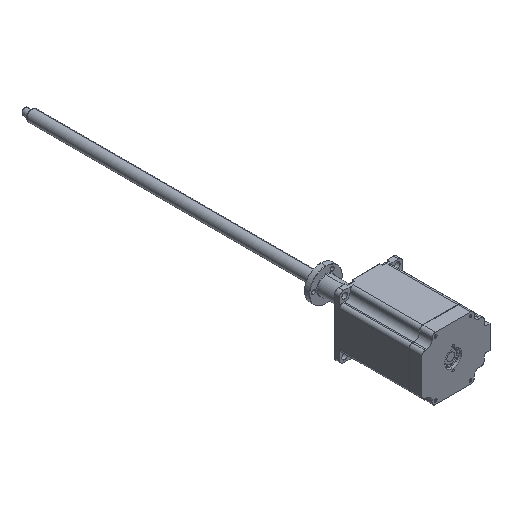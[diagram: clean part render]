
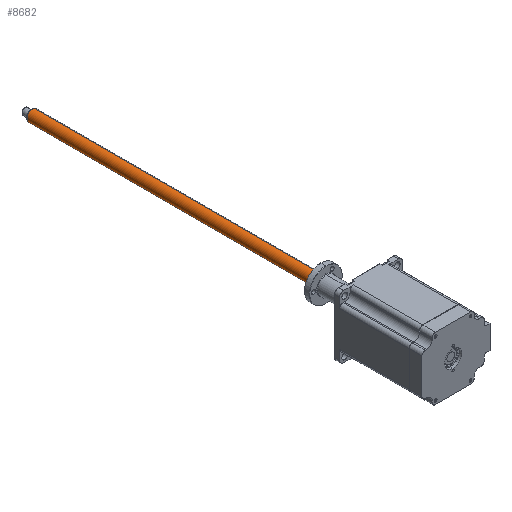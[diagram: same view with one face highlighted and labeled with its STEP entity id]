
A CAD part, isometric view. The second image highlights one B-rep face of the part: STEP entity #8682.
In plain terms, the highlighted cylindrical face has radius 5 mm (diameter 10 mm), a partial arc.
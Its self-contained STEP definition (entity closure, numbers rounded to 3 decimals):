
#161 = DIRECTION ( 'NONE',  ( 0., -1., 0. ) ) ;
#321 = EDGE_LOOP ( 'NONE', ( #6350, #1753, #1261, #6544 ) ) ;
#969 = CIRCLE ( 'NONE', #1623, 5. ) ;
#1115 = CARTESIAN_POINT ( 'NONE',  ( -17.293, 320.999, 33.35 ) ) ;
#1242 = VECTOR ( 'NONE', #161, 1000. ) ;
#1261 = ORIENTED_EDGE ( 'NONE', *, *, #4844, .T. ) ;
#1277 = AXIS2_PLACEMENT_3D ( 'NONE', #1115, #10343, #8643 ) ;
#1623 = AXIS2_PLACEMENT_3D ( 'NONE', #7118, #2090, #7981 ) ;
#1753 = ORIENTED_EDGE ( 'NONE', *, *, #6007, .T. ) ;
#2087 = LINE ( 'NONE', #10935, #8520 ) ;
#2090 = DIRECTION ( 'NONE',  ( 0., -1., 0. ) ) ;
#2290 = FACE_OUTER_BOUND ( 'NONE', #321, .T. ) ;
#2339 = DIRECTION ( 'NONE',  ( 0., -1., 0. ) ) ;
#3463 = LINE ( 'NONE', #3499, #1242 ) ;
#3498 = VERTEX_POINT ( 'NONE', #8608 ) ;
#3499 = CARTESIAN_POINT ( 'NONE',  ( -15.655, 320.999, 38.074 ) ) ;
#4278 = VERTEX_POINT ( 'NONE', #8594 ) ;
#4801 = CARTESIAN_POINT ( 'NONE',  ( -18.93, 20.999, 28.626 ) ) ;
#4844 = EDGE_CURVE ( 'NONE', #8644, #8975, #2087, .T. ) ;
#4969 = DIRECTION ( 'NONE',  ( 0., -1., 0. ) ) ;
#5132 = EDGE_CURVE ( 'NONE', #4278, #8975, #969, .T. ) ;
#5787 = EDGE_CURVE ( 'NONE', #3498, #4278, #3463, .T. ) ;
#6007 = EDGE_CURVE ( 'NONE', #3498, #8644, #8718, .T. ) ;
#6057 = CARTESIAN_POINT ( 'NONE',  ( -18.93, 319.999, 28.626 ) ) ;
#6350 = ORIENTED_EDGE ( 'NONE', *, *, #5787, .F. ) ;
#6544 = ORIENTED_EDGE ( 'NONE', *, *, #5132, .F. ) ;
#7118 = CARTESIAN_POINT ( 'NONE',  ( -17.293, 20.999, 33.35 ) ) ;
#7383 = CARTESIAN_POINT ( 'NONE',  ( -17.293, 319.999, 33.35 ) ) ;
#7981 = DIRECTION ( 'NONE',  ( -0.327, 0., -0.945 ) ) ;
#8240 = DIRECTION ( 'NONE',  ( 0.327, 0., 0.945 ) ) ;
#8348 = AXIS2_PLACEMENT_3D ( 'NONE', #7383, #2339, #8240 ) ;
#8520 = VECTOR ( 'NONE', #4969, 1000. ) ;
#8594 = CARTESIAN_POINT ( 'NONE',  ( -15.655, 20.999, 38.074 ) ) ;
#8608 = CARTESIAN_POINT ( 'NONE',  ( -15.655, 319.999, 38.074 ) ) ;
#8643 = DIRECTION ( 'NONE',  ( -0.327, 0., -0.945 ) ) ;
#8644 = VERTEX_POINT ( 'NONE', #6057 ) ;
#8682 = ADVANCED_FACE ( 'NONE', ( #2290 ), #8719, .T. ) ;
#8718 = CIRCLE ( 'NONE', #8348, 5. ) ;
#8719 = CYLINDRICAL_SURFACE ( 'NONE', #1277, 5. ) ;
#8975 = VERTEX_POINT ( 'NONE', #4801 ) ;
#10343 = DIRECTION ( 'NONE',  ( 0., -1., 0. ) ) ;
#10935 = CARTESIAN_POINT ( 'NONE',  ( -18.93, 320.999, 28.626 ) ) ;
